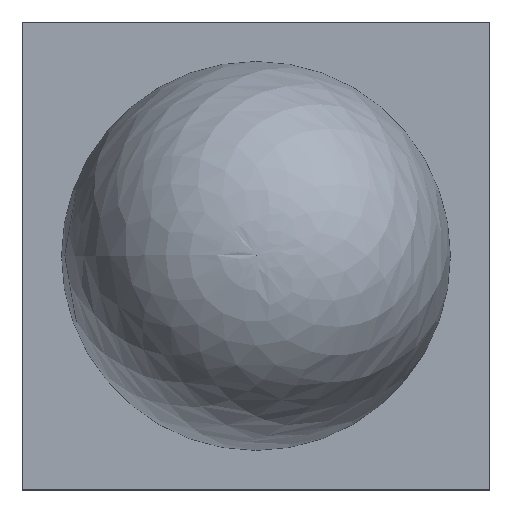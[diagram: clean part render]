
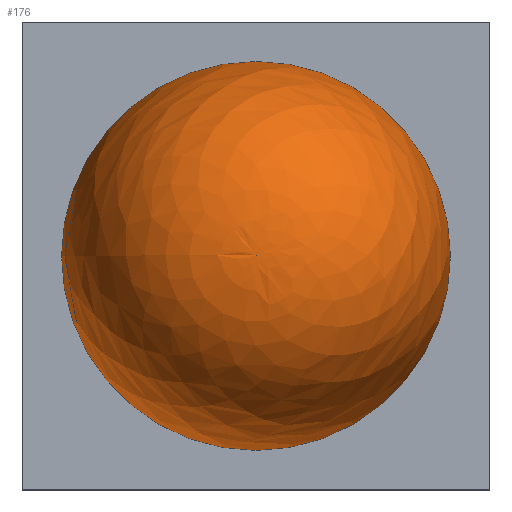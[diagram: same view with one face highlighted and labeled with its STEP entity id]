
A CAD part, top view. The second image highlights one B-rep face of the part: STEP entity #176.
In plain terms, the highlighted face is a revolution surface.
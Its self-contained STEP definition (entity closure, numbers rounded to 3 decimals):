
#151 = EDGE_CURVE('',#152,#152,#154,.T.);
#152 = VERTEX_POINT('',#153);
#153 = CARTESIAN_POINT('',(-1.6,0.,0.55));
#154 = CIRCLE('',#155,1.6);
#155 = AXIS2_PLACEMENT_3D('',#156,#157,#158);
#156 = CARTESIAN_POINT('',(0.,0.,0.55));
#157 = DIRECTION('',(0.,0.,1.));
#158 = DIRECTION('',(-1.,0.,0.));
#176 = ADVANCED_FACE('',(#177),#189,.F.);
#177 = FACE_BOUND('',#178,.F.);
#178 = EDGE_LOOP('',(#179,#187,#188));
#179 = ORIENTED_EDGE('',*,*,#180,.T.);
#180 = EDGE_CURVE('',#181,#152,#183,.T.);
#181 = VERTEX_POINT('',#182);
#182 = CARTESIAN_POINT('',(0.,0.,2.95));
#183 = B_SPLINE_CURVE_WITH_KNOTS('',2,(#184,#185,#186),.UNSPECIFIED.,.F.
  ,.F.,(3,3),(0.,1.),.PIECEWISE_BEZIER_KNOTS.);
#184 = CARTESIAN_POINT('',(0.,0.,2.95));
#185 = CARTESIAN_POINT('',(-1.6,0.,2.95));
#186 = CARTESIAN_POINT('',(-1.6,0.,0.55));
#187 = ORIENTED_EDGE('',*,*,#151,.F.);
#188 = ORIENTED_EDGE('',*,*,#180,.F.);
#189 = SURFACE_OF_REVOLUTION('',#190,#194);
#190 = B_SPLINE_CURVE_WITH_KNOTS('',2,(#191,#192,#193),.UNSPECIFIED.,.F.
  ,.F.,(3,3),(0.,1.),.PIECEWISE_BEZIER_KNOTS.);
#191 = CARTESIAN_POINT('',(0.,0.,2.95));
#192 = CARTESIAN_POINT('',(-1.6,0.,2.95));
#193 = CARTESIAN_POINT('',(-1.6,0.,0.55));
#194 = AXIS1_PLACEMENT('',#195,#196);
#195 = CARTESIAN_POINT('',(0.,0.,0.));
#196 = DIRECTION('',(0.,0.,1.));
